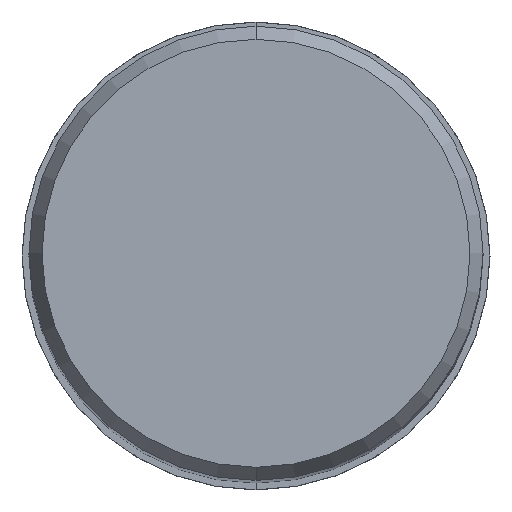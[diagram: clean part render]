
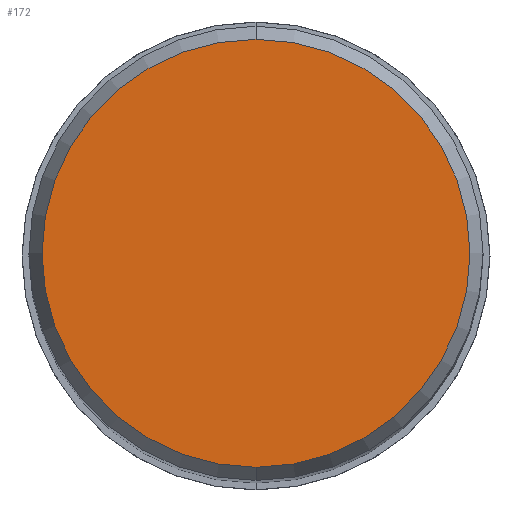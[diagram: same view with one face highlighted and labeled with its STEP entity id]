
A CAD part, top view. The second image highlights one B-rep face of the part: STEP entity #172.
In plain terms, the highlighted planar face has unit normal (0, 0, 1).
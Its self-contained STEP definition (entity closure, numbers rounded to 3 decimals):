
#92=VERTEX_POINT('',#206);
#132=EDGE_CURVE('',#138,#92,#255,.T.);
#136=EDGE_CURVE('',#92,#138,#259,.T.);
#138=VERTEX_POINT('',#261);
#172=ADVANCED_FACE('',(#297),#298,.T.);
#206=CARTESIAN_POINT('',(0.,-7.479,0.01));
#255=CIRCLE('',#386,7.479);
#259=CIRCLE('',#392,7.479);
#261=CARTESIAN_POINT('',(0.0,7.479,0.01));
#297=FACE_OUTER_BOUND('',#441,.T.);
#298=PLANE('',#442);
#386=AXIS2_PLACEMENT_3D('',#532,#533,#534);
#392=AXIS2_PLACEMENT_3D('',#538,#539,#540);
#441=EDGE_LOOP('',(#573,#574));
#442=AXIS2_PLACEMENT_3D('',#575,#576,#577);
#532=CARTESIAN_POINT('',(0.0,0.0,0.01));
#533=DIRECTION('',(0.0,0.0,-1.0));
#534=DIRECTION('',(0.0,1.0,0.0));
#538=CARTESIAN_POINT('',(0.0,0.0,0.01));
#539=DIRECTION('',(0.0,0.0,-1.0));
#540=DIRECTION('',(0.0,1.0,0.0));
#573=ORIENTED_EDGE('',*,*,#132,.F.);
#574=ORIENTED_EDGE('',*,*,#136,.F.);
#575=CARTESIAN_POINT('',(0.0,3.74,0.01));
#576=DIRECTION('',(-0.0,0.0,1.0));
#577=DIRECTION('',(0.0,-1.0,0.0));
